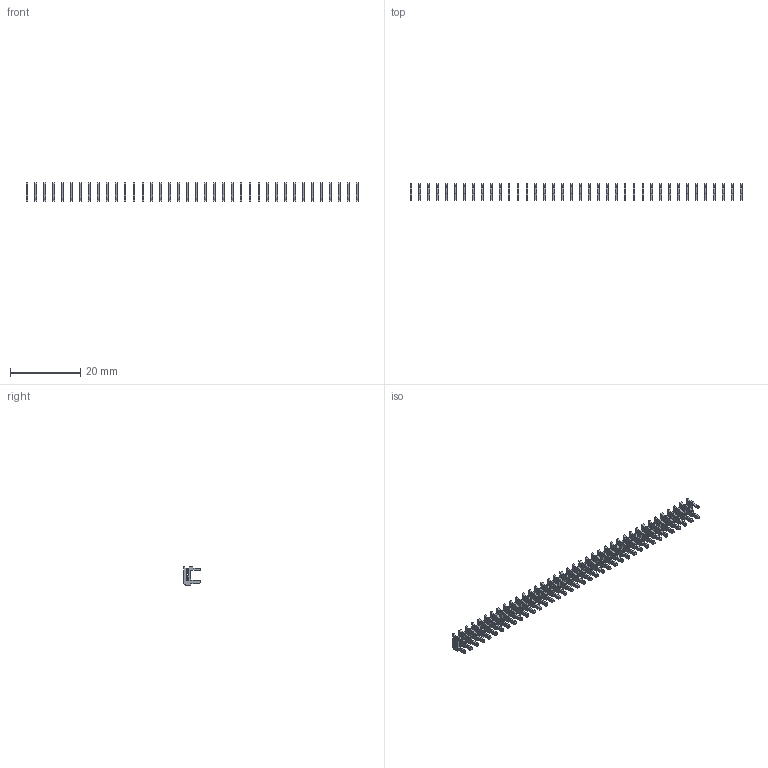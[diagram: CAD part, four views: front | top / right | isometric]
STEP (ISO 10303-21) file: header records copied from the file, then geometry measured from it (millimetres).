
FILE_DESCRIPTION (( 'STEP AP203' ), '1' );
FILE_NAME ('105-038-208-100.STEP', '2020-04-07T23:51:16', ( '' ), ( '' ), 'SwSTEP 2.0', 'SolidWorks 2016', '' );
FILE_SCHEMA (( 'CONFIG_CONTROL_DESIGN' ));
Length unit declared in the file: inch
Products named in the file (2): 100-290-001_100-290-208; 105-038-208-100
Assembly tree (38 placements, depth 2):
  105-038-208-100
    100-290-001_100-290-208  x38
Bounding box: 94.49 x 4.83 x 5.17 mm (x, y, z)
Volume: 261.5 mm3; surface area: 1614.8 mm2
Topology: 38 solids, 38 shells, 950 faces, 2622 edges, 1748 vertices
Faces by surface type: plane 836, cylinder 114
Entity records: 2173 total; most frequent: DIRECTION 207, CARTESIAN_POINT 181, ORIENTED_EDGE 138, LOCAL_TIME 86, COORDINATED_UNIVERSAL_TIME_OFFSET 86, DATE_AND_TIME 86, CALENDAR_DATE 86, AXIS2_PLACEMENT_3D 72
